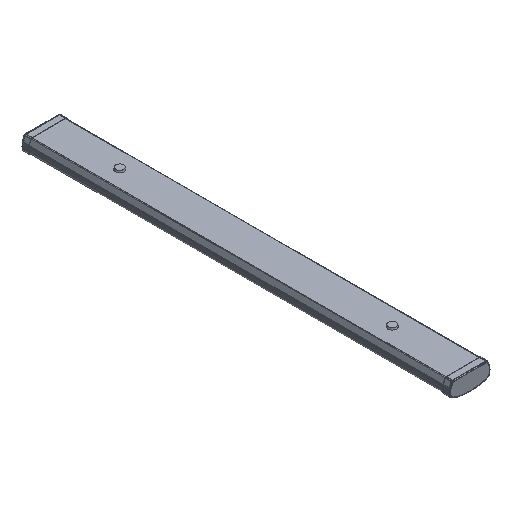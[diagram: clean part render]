
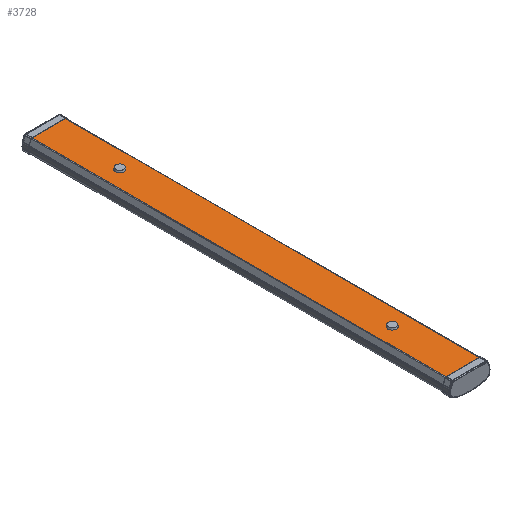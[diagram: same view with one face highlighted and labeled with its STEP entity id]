
A CAD part, isometric view. The second image highlights one B-rep face of the part: STEP entity #3728.
In plain terms, the highlighted planar face has unit normal (0, 0, 1).
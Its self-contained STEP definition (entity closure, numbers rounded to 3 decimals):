
#107 = DIRECTION ( 'NONE',  ( 0., 0., -1. ) ) ;
#281 = LINE ( 'NONE', #6005, #4570 ) ;
#863 = DIRECTION ( 'NONE',  ( 1., 0., 0. ) ) ;
#1072 = LINE ( 'NONE', #10989, #2149 ) ;
#1342 = PLANE ( 'NONE',  #12363 ) ;
#1587 = VERTEX_POINT ( 'NONE', #9349 ) ;
#2149 = VECTOR ( 'NONE', #18605, 1000. ) ;
#3451 = EDGE_CURVE ( 'NONE', #9617, #14199, #7472, .T. ) ;
#3728 = ADVANCED_FACE ( 'NONE', ( #6984, #10108, #8776 ), #1342, .T. ) ;
#3729 = EDGE_CURVE ( 'NONE', #12631, #12631, #12946, .T. ) ;
#3898 = EDGE_CURVE ( 'NONE', #1587, #15824, #3922, .T. ) ;
#3922 = LINE ( 'NONE', #11145, #9353 ) ;
#3967 = ORIENTED_EDGE ( 'NONE', *, *, #3451, .T. ) ;
#4570 = VECTOR ( 'NONE', #14774, 1000. ) ;
#4654 = EDGE_LOOP ( 'NONE', ( #17872, #11695, #3967, #5637 ) ) ;
#5637 = ORIENTED_EDGE ( 'NONE', *, *, #6106, .T. ) ;
#6005 = CARTESIAN_POINT ( 'NONE',  ( 59.144, -750., -6.103 ) ) ;
#6047 = DIRECTION ( 'NONE',  ( 1., 0., 0. ) ) ;
#6106 = EDGE_CURVE ( 'NONE', #14199, #15824, #281, .T. ) ;
#6850 = CARTESIAN_POINT ( 'NONE',  ( 59.144, -750., -6.103 ) ) ;
#6952 = VERTEX_POINT ( 'NONE', #7238 ) ;
#6984 = FACE_BOUND ( 'NONE', #18193, .T. ) ;
#7238 = CARTESIAN_POINT ( 'NONE',  ( 15.591, -480., -6.103 ) ) ;
#7279 = CARTESIAN_POINT ( 'NONE',  ( 0., 480., -6.103 ) ) ;
#7472 = LINE ( 'NONE', #16459, #18168 ) ;
#8084 = DIRECTION ( 'NONE',  ( 1., 0., 0. ) ) ;
#8206 = EDGE_CURVE ( 'NONE', #6952, #6952, #15361, .T. ) ;
#8776 = FACE_OUTER_BOUND ( 'NONE', #4654, .T. ) ;
#9349 = CARTESIAN_POINT ( 'NONE',  ( -59.144, 750., -6.103 ) ) ;
#9353 = VECTOR ( 'NONE', #863, 1000. ) ;
#9617 = VERTEX_POINT ( 'NONE', #14940 ) ;
#10108 = FACE_BOUND ( 'NONE', #17434, .T. ) ;
#10841 = CARTESIAN_POINT ( 'NONE',  ( 0., -480., -6.103 ) ) ;
#10873 = EDGE_CURVE ( 'NONE', #9617, #1587, #1072, .T. ) ;
#10946 = DIRECTION ( 'NONE',  ( 0., 0., -1. ) ) ;
#10989 = CARTESIAN_POINT ( 'NONE',  ( -59.144, -750., -6.103 ) ) ;
#11145 = CARTESIAN_POINT ( 'NONE',  ( -59.144, 750., -6.103 ) ) ;
#11454 = DIRECTION ( 'NONE',  ( 0., 0., 1. ) ) ;
#11695 = ORIENTED_EDGE ( 'NONE', *, *, #10873, .F. ) ;
#12067 = AXIS2_PLACEMENT_3D ( 'NONE', #7279, #107, #17463 ) ;
#12363 = AXIS2_PLACEMENT_3D ( 'NONE', #18692, #11454, #17279 ) ;
#12631 = VERTEX_POINT ( 'NONE', #18476 ) ;
#12660 = CARTESIAN_POINT ( 'NONE',  ( 59.144, 750., -6.103 ) ) ;
#12946 = CIRCLE ( 'NONE', #12067, 15.591 ) ;
#14199 = VERTEX_POINT ( 'NONE', #6850 ) ;
#14774 = DIRECTION ( 'NONE',  ( 0., 1., 0. ) ) ;
#14940 = CARTESIAN_POINT ( 'NONE',  ( -59.144, -750., -6.103 ) ) ;
#15361 = CIRCLE ( 'NONE', #15977, 15.591 ) ;
#15824 = VERTEX_POINT ( 'NONE', #12660 ) ;
#15977 = AXIS2_PLACEMENT_3D ( 'NONE', #10841, #10946, #8084 ) ;
#16459 = CARTESIAN_POINT ( 'NONE',  ( -59.144, -750., -6.103 ) ) ;
#17279 = DIRECTION ( 'NONE',  ( 1., 0., 0. ) ) ;
#17434 = EDGE_LOOP ( 'NONE', ( #18693 ) ) ;
#17463 = DIRECTION ( 'NONE',  ( 1., 0., 0. ) ) ;
#17872 = ORIENTED_EDGE ( 'NONE', *, *, #3898, .F. ) ;
#17891 = ORIENTED_EDGE ( 'NONE', *, *, #8206, .T. ) ;
#18168 = VECTOR ( 'NONE', #6047, 1000. ) ;
#18193 = EDGE_LOOP ( 'NONE', ( #17891 ) ) ;
#18476 = CARTESIAN_POINT ( 'NONE',  ( 15.591, 480., -6.103 ) ) ;
#18605 = DIRECTION ( 'NONE',  ( 0., 1., 0. ) ) ;
#18692 = CARTESIAN_POINT ( 'NONE',  ( -59.144, -750., -6.103 ) ) ;
#18693 = ORIENTED_EDGE ( 'NONE', *, *, #3729, .T. ) ;
